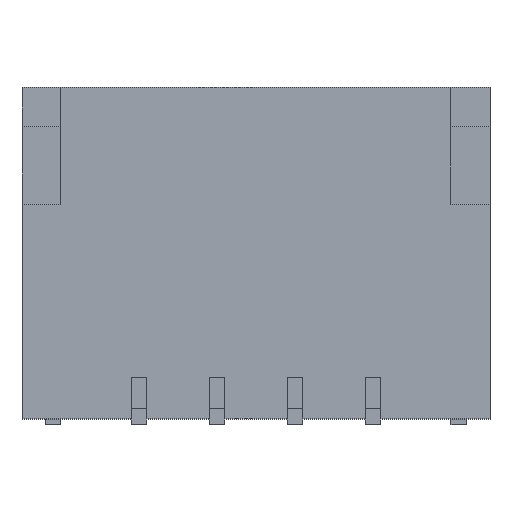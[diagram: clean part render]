
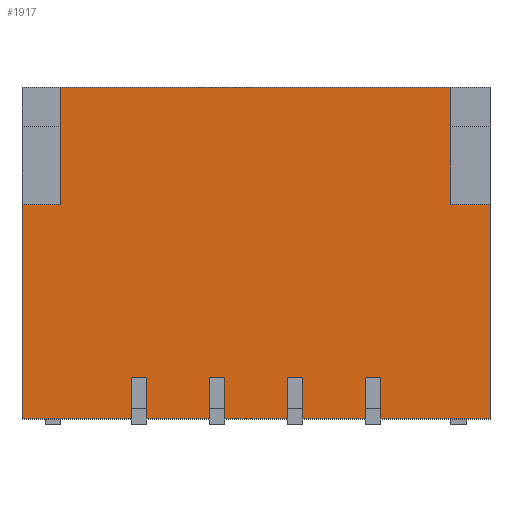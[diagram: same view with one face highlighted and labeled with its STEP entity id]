
A CAD part, top view. The second image highlights one B-rep face of the part: STEP entity #1917.
In plain terms, the highlighted planar face has unit normal (0, 0, 1).
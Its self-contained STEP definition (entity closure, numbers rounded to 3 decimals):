
#35 = CARTESIAN_POINT ( 'NONE',  ( 2.5, 2.82, 1.45 ) ) ;
#125 = LINE ( 'NONE', #1408, #1141 ) ;
#161 = DIRECTION ( 'NONE',  ( -1., 0., 0. ) ) ;
#182 = DIRECTION ( 'NONE',  ( 0., -1., 0. ) ) ;
#185 = VECTOR ( 'NONE', #1732, 1000. ) ;
#211 = VERTEX_POINT ( 'NONE', #1015 ) ;
#387 = AXIS2_PLACEMENT_3D ( 'NONE', #1784, #2930, #161 ) ;
#409 = ORIENTED_EDGE ( 'NONE', *, *, #852, .F. ) ;
#418 = CARTESIAN_POINT ( 'NONE',  ( -3., 4.32, 1.45 ) ) ;
#448 = LINE ( 'NONE', #1771, #1149 ) ;
#469 = PLANE ( 'NONE',  #387 ) ;
#531 = ORIENTED_EDGE ( 'NONE', *, *, #717, .F. ) ;
#608 = ORIENTED_EDGE ( 'NONE', *, *, #952, .T. ) ;
#709 = EDGE_CURVE ( 'NONE', #2828, #2064, #125, .T. ) ;
#717 = EDGE_CURVE ( 'NONE', #211, #2828, #3696, .T. ) ;
#723 = EDGE_CURVE ( 'NONE', #2400, #1599, #3429, .T. ) ;
#730 = EDGE_CURVE ( 'NONE', #1285, #772, #448, .T. ) ;
#742 = EDGE_CURVE ( 'NONE', #1738, #1285, #1811, .T. ) ;
#770 = CARTESIAN_POINT ( 'NONE',  ( -3., 0.07, 1.45 ) ) ;
#772 = VERTEX_POINT ( 'NONE', #3538 ) ;
#852 = EDGE_CURVE ( 'NONE', #1738, #211, #3150, .T. ) ;
#877 = DIRECTION ( 'NONE',  ( 0., -1., 0. ) ) ;
#952 = EDGE_CURVE ( 'NONE', #772, #2400, #1517, .T. ) ;
#1015 = CARTESIAN_POINT ( 'NONE',  ( 2.5, 4.32, 1.45 ) ) ;
#1096 = CARTESIAN_POINT ( 'NONE',  ( 2.5, 2.82, 1.45 ) ) ;
#1141 = VECTOR ( 'NONE', #2645, 1000. ) ;
#1146 = VECTOR ( 'NONE', #2387, 1000. ) ;
#1148 = VECTOR ( 'NONE', #2102, 1000. ) ;
#1149 = VECTOR ( 'NONE', #2918, 1000. ) ;
#1158 = ORIENTED_EDGE ( 'NONE', *, *, #742, .T. ) ;
#1285 = VERTEX_POINT ( 'NONE', #2580 ) ;
#1347 = CARTESIAN_POINT ( 'NONE',  ( -3., 0.07, 1.45 ) ) ;
#1370 = CARTESIAN_POINT ( 'NONE',  ( 3., 2.82, 1.45 ) ) ;
#1408 = CARTESIAN_POINT ( 'NONE',  ( 2.5, 2.82, 1.45 ) ) ;
#1517 = LINE ( 'NONE', #2744, #3632 ) ;
#1599 = VERTEX_POINT ( 'NONE', #3465 ) ;
#1732 = DIRECTION ( 'NONE',  ( 1., 0., 0. ) ) ;
#1738 = VERTEX_POINT ( 'NONE', #3129 ) ;
#1771 = CARTESIAN_POINT ( 'NONE',  ( -2.5, 2.82, 1.45 ) ) ;
#1774 = EDGE_LOOP ( 'NONE', ( #2721, #608, #1890, #1842, #3488, #531, #409, #1158 ) ) ;
#1784 = CARTESIAN_POINT ( 'NONE',  ( -3., 4.32, 1.45 ) ) ;
#1811 = LINE ( 'NONE', #2949, #3401 ) ;
#1842 = ORIENTED_EDGE ( 'NONE', *, *, #2488, .F. ) ;
#1890 = ORIENTED_EDGE ( 'NONE', *, *, #723, .T. ) ;
#1917 = ADVANCED_FACE ( 'NONE', ( #3190 ), #469, .F. ) ;
#2064 = VERTEX_POINT ( 'NONE', #1370 ) ;
#2102 = DIRECTION ( 'NONE',  ( 1., 0., 0. ) ) ;
#2387 = DIRECTION ( 'NONE',  ( 0., -1., 0. ) ) ;
#2400 = VERTEX_POINT ( 'NONE', #1347 ) ;
#2455 = LINE ( 'NONE', #3500, #2839 ) ;
#2488 = EDGE_CURVE ( 'NONE', #2064, #1599, #2455, .T. ) ;
#2580 = CARTESIAN_POINT ( 'NONE',  ( -2.5, 2.82, 1.45 ) ) ;
#2645 = DIRECTION ( 'NONE',  ( 1., 0., 0. ) ) ;
#2721 = ORIENTED_EDGE ( 'NONE', *, *, #730, .T. ) ;
#2744 = CARTESIAN_POINT ( 'NONE',  ( -3., 4.32, 1.45 ) ) ;
#2828 = VERTEX_POINT ( 'NONE', #35 ) ;
#2839 = VECTOR ( 'NONE', #877, 1000. ) ;
#2918 = DIRECTION ( 'NONE',  ( -1., 0., 0. ) ) ;
#2930 = DIRECTION ( 'NONE',  ( 0., 0., -1. ) ) ;
#2949 = CARTESIAN_POINT ( 'NONE',  ( -2.5, 2.82, 1.45 ) ) ;
#3129 = CARTESIAN_POINT ( 'NONE',  ( -2.5, 4.32, 1.45 ) ) ;
#3150 = LINE ( 'NONE', #418, #185 ) ;
#3190 = FACE_OUTER_BOUND ( 'NONE', #1774, .T. ) ;
#3401 = VECTOR ( 'NONE', #182, 1000. ) ;
#3429 = LINE ( 'NONE', #770, #1148 ) ;
#3465 = CARTESIAN_POINT ( 'NONE',  ( 3., 0.07, 1.45 ) ) ;
#3488 = ORIENTED_EDGE ( 'NONE', *, *, #709, .F. ) ;
#3500 = CARTESIAN_POINT ( 'NONE',  ( 3., 4.32, 1.45 ) ) ;
#3538 = CARTESIAN_POINT ( 'NONE',  ( -3., 2.82, 1.45 ) ) ;
#3632 = VECTOR ( 'NONE', #3793, 1000. ) ;
#3696 = LINE ( 'NONE', #1096, #1146 ) ;
#3793 = DIRECTION ( 'NONE',  ( 0., -1., 0. ) ) ;
